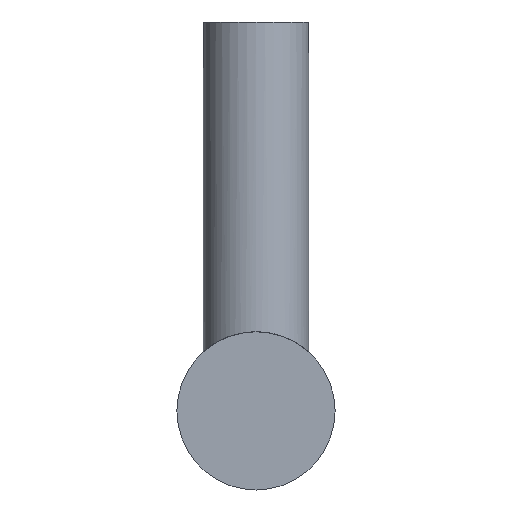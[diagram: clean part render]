
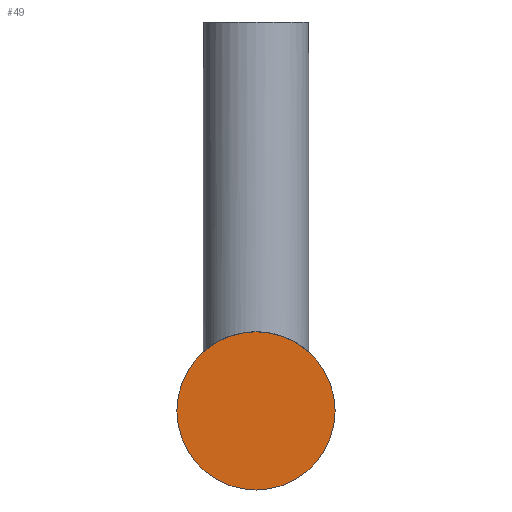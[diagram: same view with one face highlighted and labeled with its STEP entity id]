
A CAD part, front view. The second image highlights one B-rep face of the part: STEP entity #49.
In plain terms, the highlighted planar face has unit normal (0, -1, 0).
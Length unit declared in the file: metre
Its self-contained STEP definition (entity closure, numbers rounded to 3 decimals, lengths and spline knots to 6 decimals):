
#49 = ADVANCED_FACE( '', ( #61 ), #62, .F. );
#61 = FACE_OUTER_BOUND( '', #74, .T. );
#62 = PLANE( '', #75 );
#74 = EDGE_LOOP( '', ( #93 ) );
#75 = AXIS2_PLACEMENT_3D( '', #94, #95, #96 );
#93 = ORIENTED_EDGE( '', *, *, #101, .F. );
#94 = CARTESIAN_POINT( '', ( 0., -0.3556, 0. ) );
#95 = DIRECTION( '', ( 0., 1., 0. ) );
#96 = DIRECTION( '', ( 0., 0., 1. ) );
#101 = EDGE_CURVE( '', #105, #105, #106, .T. );
#105 = VERTEX_POINT( '', #113 );
#106 = CIRCLE( '', #114, 0.0762 );
#113 = CARTESIAN_POINT( '', ( 0., -0.3556, 0.0762 ) );
#114 = AXIS2_PLACEMENT_3D( '', #270, #271, #272 );
#270 = CARTESIAN_POINT( '', ( 0., -0.3556, 0. ) );
#271 = DIRECTION( '', ( 0., 1., 0. ) );
#272 = DIRECTION( '', ( 0., 0., 1. ) );
